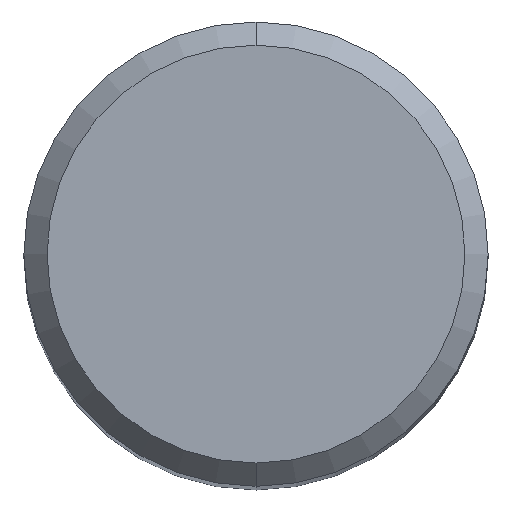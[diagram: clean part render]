
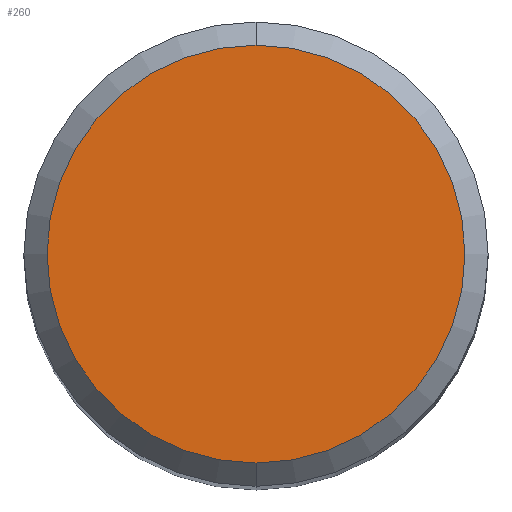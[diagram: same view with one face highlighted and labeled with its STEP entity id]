
A CAD part, top view. The second image highlights one B-rep face of the part: STEP entity #260.
In plain terms, the highlighted planar face has unit normal (0, 0, 1).
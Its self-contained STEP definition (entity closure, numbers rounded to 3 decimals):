
#176=VERTEX_POINT('',#477);
#250=EDGE_CURVE('',#176,#370,#560,.T.);
#260=ADVANCED_FACE('',(#570),#571,.T.);
#370=VERTEX_POINT('',#692);
#412=EDGE_CURVE('',#370,#176,#738,.T.);
#477=CARTESIAN_POINT('',(0.0,5.4,0.0));
#560=CIRCLE('',#953,5.4);
#570=FACE_OUTER_BOUND('',#967,.T.);
#571=PLANE('',#968);
#692=CARTESIAN_POINT('',(0.,-5.4,0.0));
#738=CIRCLE('',#1413,5.4);
#953=AXIS2_PLACEMENT_3D('',#1595,#1596,#1597);
#967=EDGE_LOOP('',(#1606,#1607));
#968=AXIS2_PLACEMENT_3D('',#1608,#1609,#1610);
#1413=AXIS2_PLACEMENT_3D('',#1774,#1775,#1776);
#1595=CARTESIAN_POINT('',(0.0,0.0,0.0));
#1596=DIRECTION('',(0.0,0.0,-1.0));
#1597=DIRECTION('',(0.0,1.0,0.0));
#1606=ORIENTED_EDGE('',*,*,#250,.F.);
#1607=ORIENTED_EDGE('',*,*,#412,.F.);
#1608=CARTESIAN_POINT('',(0.0,2.7,0.0));
#1609=DIRECTION('',(-0.0,0.0,1.0));
#1610=DIRECTION('',(0.0,-1.0,0.0));
#1774=CARTESIAN_POINT('',(0.0,0.0,0.0));
#1775=DIRECTION('',(0.0,0.0,-1.0));
#1776=DIRECTION('',(0.0,1.0,0.0));
